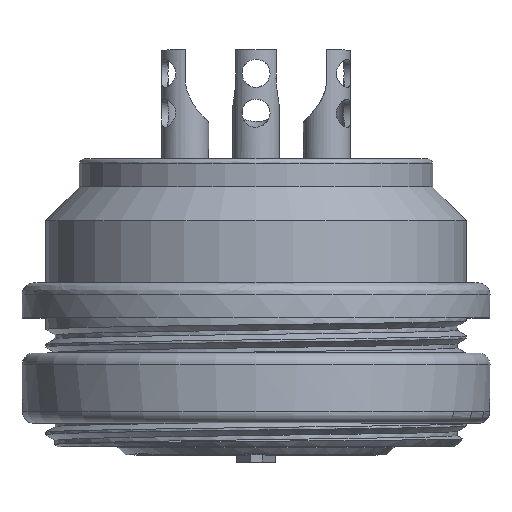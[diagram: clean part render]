
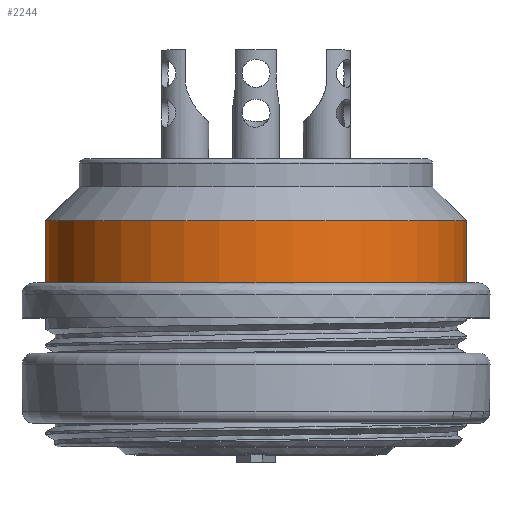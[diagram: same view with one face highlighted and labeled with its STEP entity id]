
A CAD part, top view. The second image highlights one B-rep face of the part: STEP entity #2244.
In plain terms, the highlighted cylindrical face has radius 9 mm (diameter 18 mm), a full revolution.
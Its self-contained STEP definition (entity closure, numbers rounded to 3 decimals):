
#1692=CYLINDRICAL_SURFACE('',#7426,9.);
#2244=ADVANCED_FACE('',(#3640,#3641),#1692,.T.);
#3640=FACE_BOUND('',#3820,.T.);
#3641=FACE_BOUND('',#3821,.T.);
#3820=EDGE_LOOP('',(#4398));
#3821=EDGE_LOOP('',(#4399));
#4398=ORIENTED_EDGE('',*,*,#6523,.T.);
#4399=ORIENTED_EDGE('',*,*,#6524,.F.);
#5920=VERTEX_POINT('',#11141);
#5921=VERTEX_POINT('',#11144);
#6523=EDGE_CURVE('',#5920,#5920,#7231,.T.);
#6524=EDGE_CURVE('',#5921,#5921,#7232,.T.);
#7231=CIRCLE('',#7423,9.);
#7232=CIRCLE('',#7425,9.);
#7423=AXIS2_PLACEMENT_3D('',#11140,#7996,#7997);
#7425=AXIS2_PLACEMENT_3D('',#11143,#8000,#8001);
#7426=AXIS2_PLACEMENT_3D('',#11145,#8002,#8003);
#7996=DIRECTION('',(0.,-1.,0.));
#7997=DIRECTION('',(0.,0.,-1.));
#8000=DIRECTION('',(0.,-1.,0.));
#8001=DIRECTION('',(0.,0.,-1.));
#8002=DIRECTION('',(0.,1.,0.));
#8003=DIRECTION('',(0.,0.,-1.));
#11140=CARTESIAN_POINT('',(0.,9.65,0.));
#11141=CARTESIAN_POINT('',(0.,9.65,-9.));
#11143=CARTESIAN_POINT('',(0.,7.,0.));
#11144=CARTESIAN_POINT('',(0.,7.,-9.));
#11145=CARTESIAN_POINT('',(0.,7.,0.));
